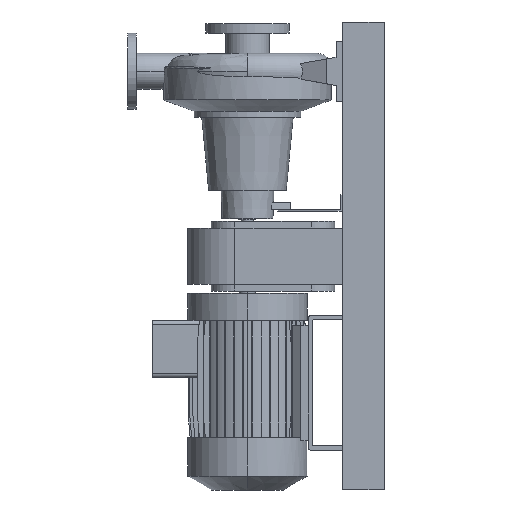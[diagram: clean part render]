
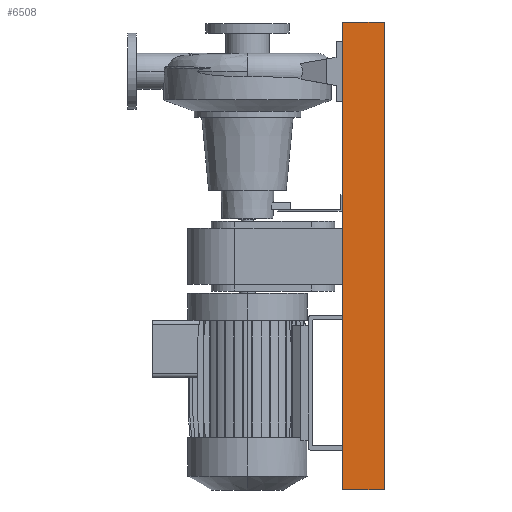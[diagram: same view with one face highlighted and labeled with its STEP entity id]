
A CAD part, left-side view. The second image highlights one B-rep face of the part: STEP entity #6508.
In plain terms, the highlighted planar face has unit normal (-1, 0, 0).
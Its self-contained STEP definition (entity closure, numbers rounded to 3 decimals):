
#45 = ORIENTED_EDGE ( 'NONE', *, *, #2717, .T. ) ;
#530 = CARTESIAN_POINT ( 'NONE',  ( -200., 55., -615. ) ) ;
#976 = DIRECTION ( 'NONE',  ( 0., -1., 0. ) ) ;
#1625 = CARTESIAN_POINT ( 'NONE',  ( -200., -55., -615. ) ) ;
#1630 = VECTOR ( 'NONE', #11665, 1000. ) ;
#1662 = DIRECTION ( 'NONE',  ( 0., 0., 1. ) ) ;
#2470 = AXIS2_PLACEMENT_3D ( 'NONE', #3326, #16856, #1662 ) ;
#2717 = EDGE_CURVE ( 'NONE', #9422, #16683, #7558, .T. ) ;
#3326 = CARTESIAN_POINT ( 'NONE',  ( -200., -55., -615. ) ) ;
#3829 = ORIENTED_EDGE ( 'NONE', *, *, #13383, .F. ) ;
#4171 = VERTEX_POINT ( 'NONE', #530 ) ;
#4995 = FACE_OUTER_BOUND ( 'NONE', #7815, .T. ) ;
#5185 = EDGE_CURVE ( 'NONE', #4171, #9422, #18396, .T. ) ;
#6508 = ADVANCED_FACE ( 'NONE', ( #4995 ), #6760, .T. ) ;
#6760 = PLANE ( 'NONE',  #2470 ) ;
#7558 = LINE ( 'NONE', #14328, #1630 ) ;
#7786 = CARTESIAN_POINT ( 'NONE',  ( -200., -55., 615. ) ) ;
#7815 = EDGE_LOOP ( 'NONE', ( #14925, #3829, #10394, #45 ) ) ;
#9011 = EDGE_CURVE ( 'NONE', #19783, #16683, #14962, .T. ) ;
#9025 = DIRECTION ( 'NONE',  ( 0., 0., 1. ) ) ;
#9422 = VERTEX_POINT ( 'NONE', #9500 ) ;
#9459 = LINE ( 'NONE', #17889, #9981 ) ;
#9500 = CARTESIAN_POINT ( 'NONE',  ( -200., -55., -615. ) ) ;
#9956 = DIRECTION ( 'NONE',  ( 0., -1., 0. ) ) ;
#9981 = VECTOR ( 'NONE', #9025, 1000. ) ;
#10394 = ORIENTED_EDGE ( 'NONE', *, *, #5185, .T. ) ;
#11665 = DIRECTION ( 'NONE',  ( 0., 0., 1. ) ) ;
#13383 = EDGE_CURVE ( 'NONE', #4171, #19783, #9459, .T. ) ;
#13648 = CARTESIAN_POINT ( 'NONE',  ( -200., 55., 615. ) ) ;
#14328 = CARTESIAN_POINT ( 'NONE',  ( -200., -55., -615. ) ) ;
#14846 = VECTOR ( 'NONE', #9956, 1000. ) ;
#14925 = ORIENTED_EDGE ( 'NONE', *, *, #9011, .F. ) ;
#14962 = LINE ( 'NONE', #21745, #21004 ) ;
#16683 = VERTEX_POINT ( 'NONE', #7786 ) ;
#16856 = DIRECTION ( 'NONE',  ( -1., 0., 0. ) ) ;
#17889 = CARTESIAN_POINT ( 'NONE',  ( -200., 55., -615. ) ) ;
#18396 = LINE ( 'NONE', #1625, #14846 ) ;
#19783 = VERTEX_POINT ( 'NONE', #13648 ) ;
#21004 = VECTOR ( 'NONE', #976, 1000. ) ;
#21745 = CARTESIAN_POINT ( 'NONE',  ( -200., -55., 615. ) ) ;
